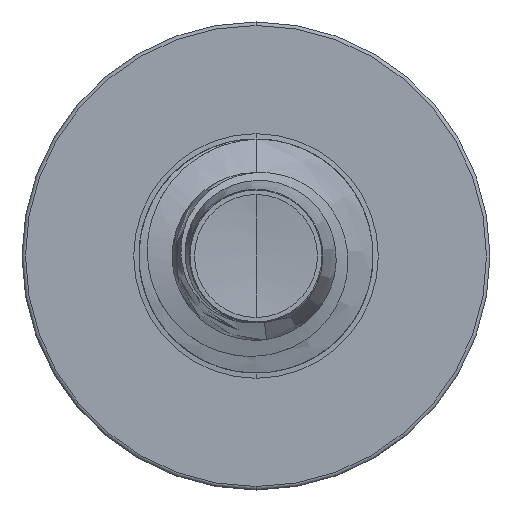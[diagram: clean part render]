
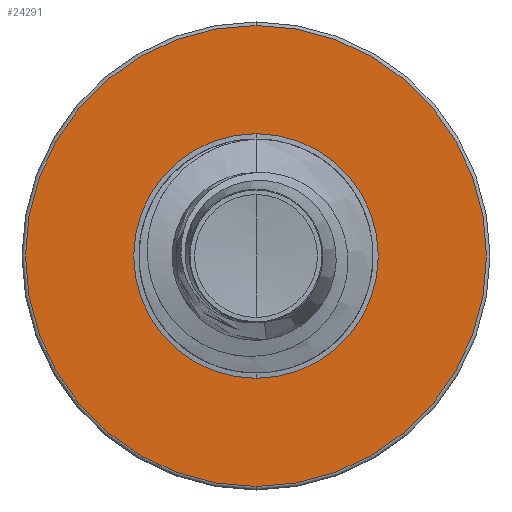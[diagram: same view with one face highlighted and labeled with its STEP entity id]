
A CAD part, front view. The second image highlights one B-rep face of the part: STEP entity #24291.
In plain terms, the highlighted planar face has unit normal (0, -1, 0).
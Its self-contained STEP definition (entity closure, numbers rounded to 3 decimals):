
#294 = FACE_BOUND ( 'NONE', #21530, .T. ) ;
#383 = CARTESIAN_POINT ( 'NONE',  ( 0., 10., -1.15 ) ) ;
#1805 = ORIENTED_EDGE ( 'NONE', *, *, #20680, .T. ) ;
#3170 = DIRECTION ( 'NONE',  ( 0., 0., 1. ) ) ;
#3775 = CIRCLE ( 'NONE', #3940, 1.15 ) ;
#3846 = AXIS2_PLACEMENT_3D ( 'NONE', #7920, #7915, #7885 ) ;
#3940 = AXIS2_PLACEMENT_3D ( 'NONE', #8048, #8021, #8015 ) ;
#5555 = PLANE ( 'NONE',  #19034 ) ;
#5840 = VERTEX_POINT ( 'NONE', #24428 ) ;
#7348 = AXIS2_PLACEMENT_3D ( 'NONE', #23175, #23172, #23155 ) ;
#7575 = ORIENTED_EDGE ( 'NONE', *, *, #21229, .T. ) ;
#7885 = DIRECTION ( 'NONE',  ( 0., 0., 1. ) ) ;
#7915 = DIRECTION ( 'NONE',  ( 0., 1., 0. ) ) ;
#7920 = CARTESIAN_POINT ( 'NONE',  ( 0., 10., 0. ) ) ;
#8015 = DIRECTION ( 'NONE',  ( 0., 0., 1. ) ) ;
#8021 = DIRECTION ( 'NONE',  ( 0., 1., 0. ) ) ;
#8048 = CARTESIAN_POINT ( 'NONE',  ( 0., 10., 0. ) ) ;
#8778 = VERTEX_POINT ( 'NONE', #15744 ) ;
#9890 = CARTESIAN_POINT ( 'NONE',  ( 0., 10., 2.167 ) ) ;
#10073 = CIRCLE ( 'NONE', #7348, 2.167 ) ;
#12399 = CARTESIAN_POINT ( 'NONE',  ( 0., 10., -1.15 ) ) ;
#12764 = ORIENTED_EDGE ( 'NONE', *, *, #21233, .F. ) ;
#13242 = DIRECTION ( 'NONE',  ( 0., 0., 1. ) ) ;
#13258 = DIRECTION ( 'NONE',  ( 0., 1., 0. ) ) ;
#13261 = CARTESIAN_POINT ( 'NONE',  ( 0., 10., 0. ) ) ;
#13313 = VERTEX_POINT ( 'NONE', #9890 ) ;
#15744 = CARTESIAN_POINT ( 'NONE',  ( 0., 10., 1.15 ) ) ;
#16003 = AXIS2_PLACEMENT_3D ( 'NONE', #13261, #13258, #13242 ) ;
#16421 = DIRECTION ( 'NONE',  ( 0., 1., 0. ) ) ;
#17310 = ORIENTED_EDGE ( 'NONE', *, *, #19761, .F. ) ;
#17866 = FACE_OUTER_BOUND ( 'NONE', #21098, .T. ) ;
#19034 = AXIS2_PLACEMENT_3D ( 'NONE', #12399, #16421, #3170 ) ;
#19761 = EDGE_CURVE ( 'NONE', #13313, #5840, #10073, .T. ) ;
#20680 = EDGE_CURVE ( 'NONE', #24252, #8778, #23891, .T. ) ;
#21098 = EDGE_LOOP ( 'NONE', ( #17310, #12764 ) ) ;
#21229 = EDGE_CURVE ( 'NONE', #8778, #24252, #3775, .T. ) ;
#21233 = EDGE_CURVE ( 'NONE', #5840, #13313, #23672, .T. ) ;
#21530 = EDGE_LOOP ( 'NONE', ( #7575, #1805 ) ) ;
#23155 = DIRECTION ( 'NONE',  ( 0., 0., 1. ) ) ;
#23172 = DIRECTION ( 'NONE',  ( 0., 1., 0. ) ) ;
#23175 = CARTESIAN_POINT ( 'NONE',  ( 0., 10., 0. ) ) ;
#23672 = CIRCLE ( 'NONE', #3846, 2.167 ) ;
#23891 = CIRCLE ( 'NONE', #16003, 1.15 ) ;
#24252 = VERTEX_POINT ( 'NONE', #383 ) ;
#24291 = ADVANCED_FACE ( 'NONE', ( #17866, #294 ), #5555, .F. ) ;
#24428 = CARTESIAN_POINT ( 'NONE',  ( 0., 10., -2.167 ) ) ;
